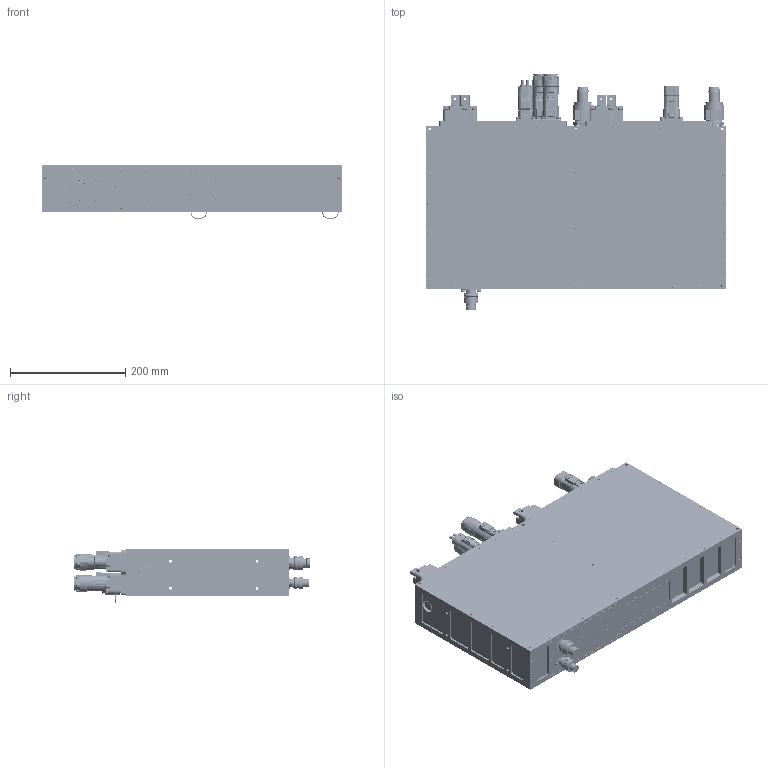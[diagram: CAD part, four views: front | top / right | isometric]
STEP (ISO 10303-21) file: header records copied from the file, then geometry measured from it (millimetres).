
FILE_DESCRIPTION (( 'STEP AP214' ), '1' );
FILE_NAME ('HVLP_BUS BARRE_PL300_PL084_PL082.STEP', '2022-07-04T07:28:20', ( '' ), ( '' ), 'SwSTEP 2.0', 'SolidWorks 2019', '' );
FILE_SCHEMA (( 'AUTOMOTIVE_DESIGN' ));
Length unit declared in the file: millimetre
Products named in the file (14): PL_300; Support connecteurs_SUPPORT DROIT; schellen-shop_NQ-PS3 Steckverbindung NW 16 - 0° - EPDM; AMPHENOL_PL182X-61_Plug_PL182Y_61_10; PL_084; SOURIAU_8STA61235SN; pl18x-301-c3d; HVLP; Support connecteurs_SUPPORT GAUCHE; SOURIAU_8STA61035PN; PL_082; BUS BARRE; pl184x-41-c3d; HVLP_BUS BARRE_PL300_PL084_PL082
Assembly tree (19 placements, depth 2):
  HVLP_BUS BARRE_PL300_PL084_PL082
    HVLP
    BUS BARRE  x4
    PL_082
    PL_084
    PL_300  x2
    Support connecteurs_SUPPORT DROIT
    pl18x-301-c3d  x2
    pl184x-41-c3d
    SOURIAU_8STA61035PN
    SOURIAU_8STA61235SN
    Support connecteurs_SUPPORT GAUCHE
    schellen-shop_NQ-PS3 Steckverbindung NW 16 - 0° - EPDM  x2
    AMPHENOL_PL182X-61_Plug_PL182Y_61_10
Bounding box: 520 x 409.46 x 93.6 mm (x, y, z)
Volume: 459014.3 mm3; surface area: 899925.1 mm2
Topology: 13 solids, 299 shells, 6322 faces, 22528 edges, 16607 vertices
Faces by surface type: plane 3265, cylinder 1727, bspline 824, cone 268, torus 202, sphere 36
Full cylindrical faces by diameter (mm): 1.1 x2, 1.4 x3, 1.8 x4, 1.805 x2, 2 x11, 2.7 x4, 2.79 x3, 3 x4, 3.3 x28, 3.5 x4, 3.55 x2, 3.567 x4, 3.6 x2, 3.96 x4, 4 x32, 4.1 x4, 4.2 x20, 4.3 x20, 5 x26, 5.2 x2, 5.5 x100, 5.6 x8, 5.7 x4, 5.8 x4, 6 x8, 6.2 x2, 6.5 x13, 7.3 x4, 7.7 x6, 8 x60
Entity records: 278280 total; most frequent: CARTESIAN_POINT 85276, DIRECTION 29576, ORIENTED_EDGE 28464, EDGE_CURVE 18008, VERTEX_POINT 13994, AXIS2_PLACEMENT_3D 10033, LINE 9510, VECTOR 9510
